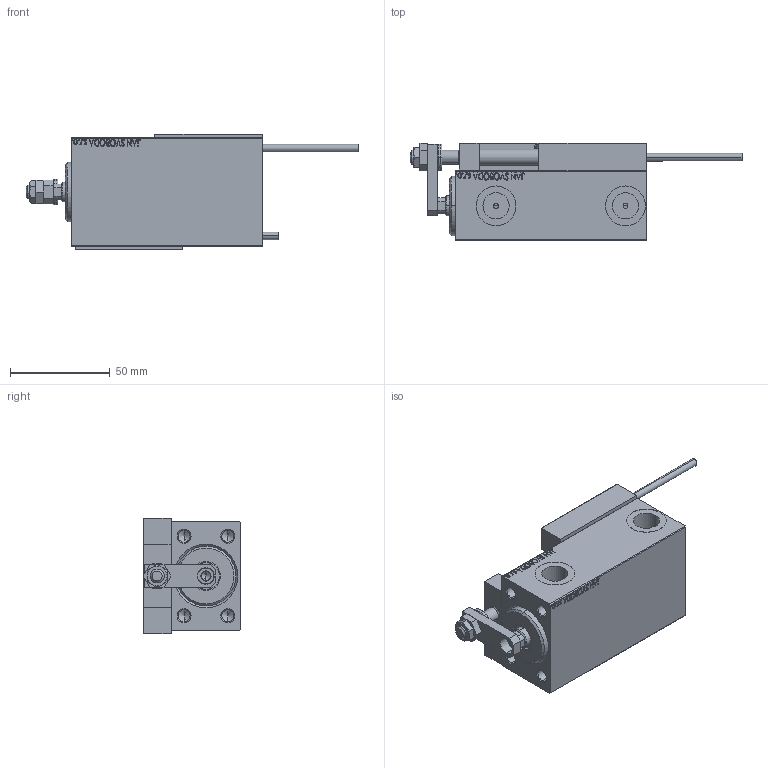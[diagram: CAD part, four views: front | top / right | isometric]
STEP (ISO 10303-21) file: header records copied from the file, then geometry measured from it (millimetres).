
FILE_DESCRIPTION (( 'STEP AP203' ), '1' );
FILE_NAME ('e9fb.STEP', '2022-04-17T12:57:12', ( '' ), ( '' ), 'SwSTEP 2.0', 'SolidWorks 2019', '' );
FILE_SCHEMA (( 'CONFIG_CONTROL_DESIGN' ));
Length unit declared in the file: millimetre
Products named in the file (16): MAGNET 9215668496324ec71e31e627f3798ce6; V450CM_VC_B 9215668496324ec71e31e627f3798ce6; SWITCH_X_FRONT_BACK 9215668496324ec71e31e627f3798ce6; NUT_D12 9215668496324ec71e31e627f3798ce6; V450CM_B_VCP 9215668496324ec71e31e627f3798ce6; V450CM_B_Body 9215668496324ec71e31e627f3798ce6; NUT_D10 9215668496324ec71e31e627f3798ce6; ZARAZKA 9215668496324ec71e31e627f3798ce6; ALLEN BOLT D5 9215668496324ec71e31e627f3798ce6; KONCOVKA 9215668496324ec71e31e627f3798ce6; Block 9215668496324ec71e31e627f3798ce6; TYC_L79 9215668496324ec71e31e627f3798ce6; SWITCH X 9215668496324ec71e31e627f3798ce6; e9fb; ALLEN BOLT D8 9215668496324ec71e31e627f3798ce6; SWITCH DIM B,W 9215668496324ec71e31e627f3798ce6
Assembly tree (25 placements, depth 3):
  e9fb
    V450CM_B_Body 9215668496324ec71e31e627f3798ce6
    V450CM_B_VCP 9215668496324ec71e31e627f3798ce6
    SWITCH X 9215668496324ec71e31e627f3798ce6
      SWITCH_X_FRONT_BACK 9215668496324ec71e31e627f3798ce6  x2
      TYC_L79 9215668496324ec71e31e627f3798ce6
      Block 9215668496324ec71e31e627f3798ce6  x2
      ALLEN BOLT D5 9215668496324ec71e31e627f3798ce6  x4
      ALLEN BOLT D8 9215668496324ec71e31e627f3798ce6  x4
      MAGNET 9215668496324ec71e31e627f3798ce6  x2
      KONCOVKA 9215668496324ec71e31e627f3798ce6  x2
    NUT_D10 9215668496324ec71e31e627f3798ce6
    NUT_D12 9215668496324ec71e31e627f3798ce6
    SWITCH DIM B,W 9215668496324ec71e31e627f3798ce6
    ZARAZKA 9215668496324ec71e31e627f3798ce6
    V450CM_VC_B 9215668496324ec71e31e627f3798ce6
Bounding box: 166.7 x 49 x 58 mm (x, y, z)
Volume: 214546.7 mm3; surface area: 60157 mm2
Topology: 24 solids, 24 shells, 1335 faces, 3198 edges, 2026 vertices
Faces by surface type: plane 566, bspline 380, cylinder 196, cone 145, torus 44, sphere 4
Entity records: 51865 total; most frequent: CARTESIAN_POINT 26375, ORIENTED_EDGE 5384, DIRECTION 3695, EDGE_CURVE 2692, VERTEX_POINT 1750, VECTOR 1543, LINE 1543, EDGE_LOOP 1246
